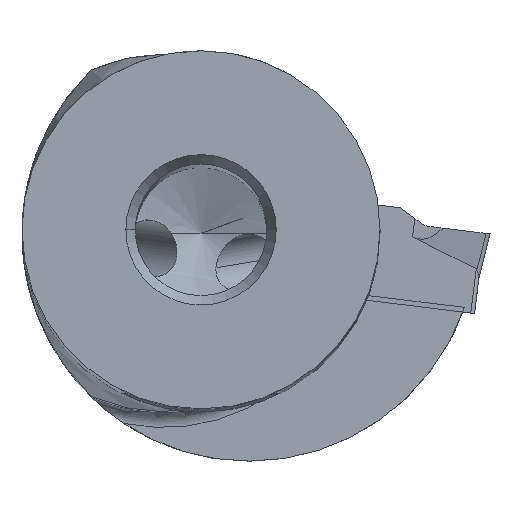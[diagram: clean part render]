
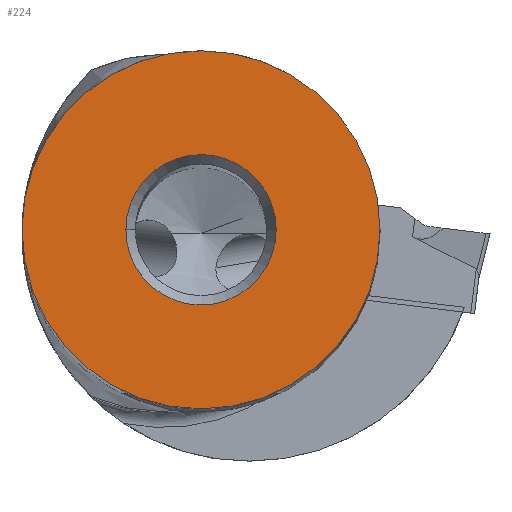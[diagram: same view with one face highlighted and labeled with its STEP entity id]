
A CAD part, top view. The second image highlights one B-rep face of the part: STEP entity #224.
In plain terms, the highlighted planar face has unit normal (0, 0, 1).
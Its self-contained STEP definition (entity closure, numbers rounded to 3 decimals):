
#54=FACE_BOUND('',#536,.T.);
#55=FACE_BOUND('',#537,.T.);
#224=ADVANCED_FACE('',(#54,#55),#322,.F.);
#322=PLANE('',#2948);
#536=EDGE_LOOP('',(#1037,#1038));
#537=EDGE_LOOP('',(#1039,#1040));
#1037=ORIENTED_EDGE('',*,*,#1890,.T.);
#1038=ORIENTED_EDGE('',*,*,#1885,.T.);
#1039=ORIENTED_EDGE('',*,*,#1891,.T.);
#1040=ORIENTED_EDGE('',*,*,#1892,.T.);
#1556=VERTEX_POINT('',#5069);
#1557=VERTEX_POINT('',#5071);
#1562=VERTEX_POINT('',#5084);
#1563=VERTEX_POINT('',#5085);
#1885=EDGE_CURVE('',#1556,#1557,#2245,.T.);
#1890=EDGE_CURVE('',#1557,#1556,#2246,.T.);
#1891=EDGE_CURVE('',#1562,#1563,#2247,.T.);
#1892=EDGE_CURVE('',#1563,#1562,#2248,.T.);
#2245=CIRCLE('',#2941,9.525);
#2246=CIRCLE('',#2945,9.525);
#2247=CIRCLE('',#2946,4.);
#2248=CIRCLE('',#2947,4.);
#2941=AXIS2_PLACEMENT_3D('',#5072,#3427,#3428);
#2945=AXIS2_PLACEMENT_3D('',#5082,#3437,#3438);
#2946=AXIS2_PLACEMENT_3D('',#5083,#3439,#3440);
#2947=AXIS2_PLACEMENT_3D('',#5086,#3441,#3442);
#2948=AXIS2_PLACEMENT_3D('',#5087,#3443,#3444);
#3427=DIRECTION('',(0.,0.,1.));
#3428=DIRECTION('',(-1.,0.,0.));
#3437=DIRECTION('',(0.,0.,1.));
#3438=DIRECTION('',(1.,0.,0.));
#3439=DIRECTION('',(0.,0.,-1.));
#3440=DIRECTION('',(1.,0.,0.));
#3441=DIRECTION('',(0.,0.,-1.));
#3442=DIRECTION('',(-1.,0.,0.));
#3443=DIRECTION('',(0.,0.,-1.));
#3444=DIRECTION('',(1.,0.,0.));
#5069=CARTESIAN_POINT('',(-9.525,0.,0.));
#5071=CARTESIAN_POINT('',(9.525,0.,0.));
#5072=CARTESIAN_POINT('',(0.,0.,0.));
#5082=CARTESIAN_POINT('',(0.,0.,0.));
#5083=CARTESIAN_POINT('',(0.,0.,0.));
#5084=CARTESIAN_POINT('',(4.,0.,0.));
#5085=CARTESIAN_POINT('',(-4.,0.,0.));
#5086=CARTESIAN_POINT('',(0.,0.,0.));
#5087=CARTESIAN_POINT('',(0.,0.,0.));
